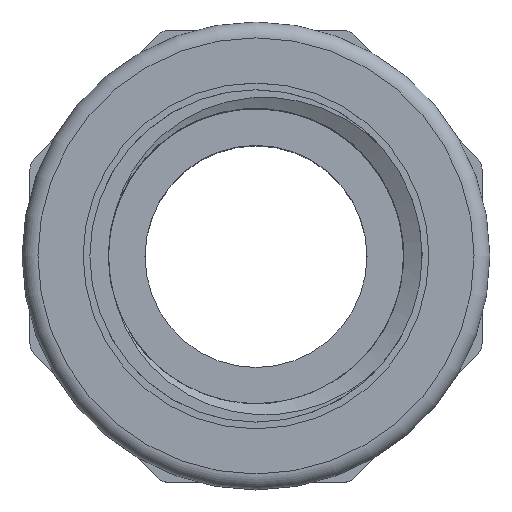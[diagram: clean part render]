
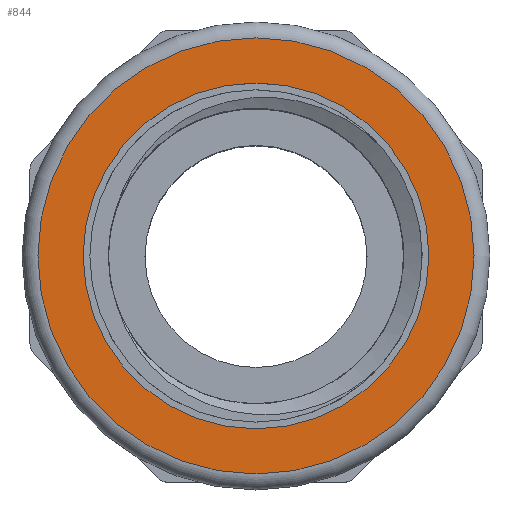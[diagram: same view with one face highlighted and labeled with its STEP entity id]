
A CAD part, top view. The second image highlights one B-rep face of the part: STEP entity #844.
In plain terms, the highlighted planar face has unit normal (0, 0, 1).
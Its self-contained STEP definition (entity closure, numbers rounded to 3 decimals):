
#527=CIRCLE('',#5964,13.75);
#528=CIRCLE('',#5965,10.9);
#844=ADVANCED_FACE('',(#1773,#1774),#1035,.T.);
#1035=PLANE('',#5966);
#1773=FACE_BOUND('',#2143,.T.);
#1774=FACE_BOUND('',#2144,.T.);
#2143=EDGE_LOOP('',(#3765));
#2144=EDGE_LOOP('',(#3766));
#3765=ORIENTED_EDGE('',*,*,#5129,.T.);
#3766=ORIENTED_EDGE('',*,*,#5130,.T.);
#4318=VERTEX_POINT('',#14036);
#4319=VERTEX_POINT('',#14038);
#5129=EDGE_CURVE('',#4318,#4318,#527,.T.);
#5130=EDGE_CURVE('',#4319,#4319,#528,.T.);
#5964=AXIS2_PLACEMENT_3D('',#14035,#6887,#6888);
#5965=AXIS2_PLACEMENT_3D('',#14037,#6889,#6890);
#5966=AXIS2_PLACEMENT_3D('',#14039,#6891,#6892);
#6887=DIRECTION('',(0.,0.,1.));
#6888=DIRECTION('',(1.,0.,0.));
#6889=DIRECTION('',(0.,0.,-1.));
#6890=DIRECTION('',(-1.,0.,0.));
#6891=DIRECTION('',(0.,0.,1.));
#6892=DIRECTION('',(1.,0.,0.));
#14035=CARTESIAN_POINT('',(30.215,-121.423,25.5));
#14036=CARTESIAN_POINT('',(43.965,-121.423,25.5));
#14037=CARTESIAN_POINT('',(30.215,-121.423,25.5));
#14038=CARTESIAN_POINT('',(19.315,-121.423,25.5));
#14039=CARTESIAN_POINT('',(30.215,-121.423,25.5));
